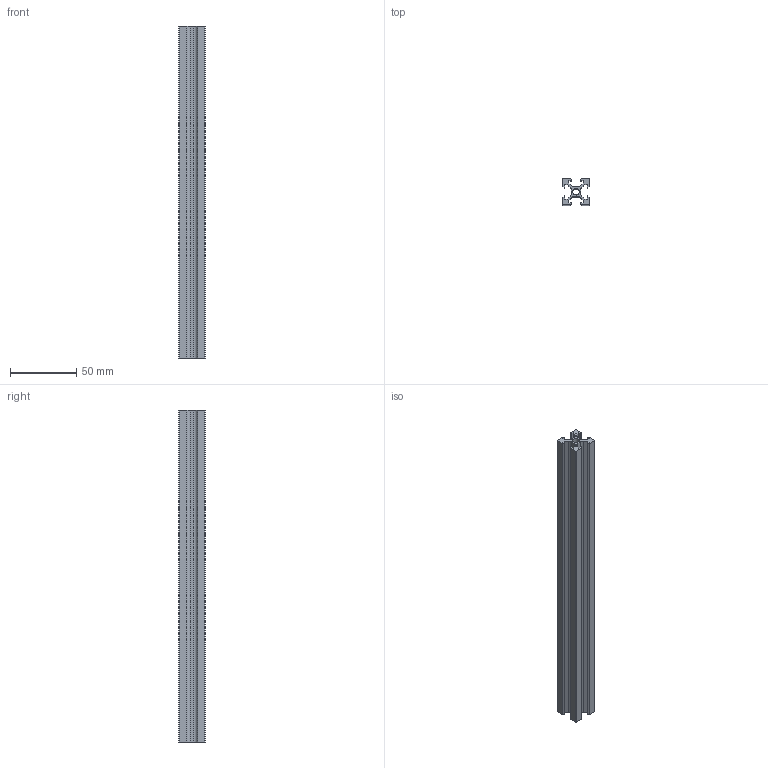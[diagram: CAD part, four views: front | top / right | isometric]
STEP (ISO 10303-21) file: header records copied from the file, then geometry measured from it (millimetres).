
FILE_DESCRIPTION(/* description */ (''),/* implementation_level */ '2;1');
FILE_NAME(/* name */ '00_VSlot_20mm_250mm.ipt.step',/* time_stamp */ '2022-11-29T07:53:31+01:00',/* author */ ('diederichbenedict'),/* organization */ (''),/* preprocessor_version */ 'ST-DEVELOPER v18.1',/* originating_system */ 'Autodesk Inventor 2022',/* authorisation */ '');
FILE_SCHEMA (('AUTOMOTIVE_DESIGN { 1 0 10303 214 3 1 1 }'));
Length unit declared in the file: millimetre
Products named in the file (1): 00_VSlot_20mm_250mm
Bounding box: 20 x 20 x 250 mm (x, y, z)
Volume: 39612.7 mm3; surface area: 41156.3 mm2
Topology: 1 solids, 1 shells, 67 faces, 195 edges, 130 vertices
Faces by surface type: plane 46, cylinder 21
Full cylindrical faces by diameter (mm): 5 x1
Entity records: 2256 total; most frequent: CARTESIAN_POINT 393, ORIENTED_EDGE 390, DIRECTION 373, EDGE_CURVE 195, LINE 153, VECTOR 153, VERTEX_POINT 130, AXIS2_PLACEMENT_3D 110
